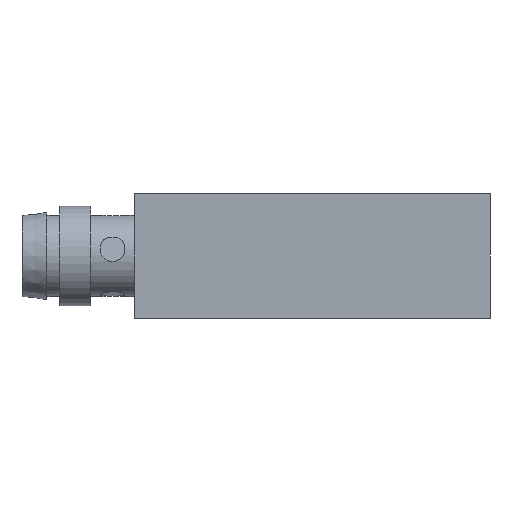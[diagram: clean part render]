
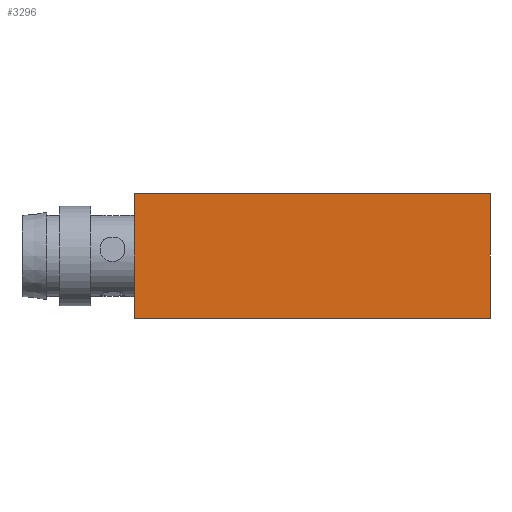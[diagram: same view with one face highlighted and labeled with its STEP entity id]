
A CAD part, left-side view. The second image highlights one B-rep face of the part: STEP entity #3296.
In plain terms, the highlighted planar face has unit normal (-1, 0, 0).
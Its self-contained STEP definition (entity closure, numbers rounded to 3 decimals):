
#3240=CARTESIAN_POINT('',(0.0,0.0,10.0));
#3241=VERTEX_POINT('',#3240);
#3248=CARTESIAN_POINT('',(0.0,0.0,0.0));
#3249=VERTEX_POINT('',#3248);
#3250=CARTESIAN_POINT('',(0.0,0.0,0.0));
#3251=DIRECTION('',(0.0,0.0,1.0));
#3252=VECTOR('',#3251,10.0);
#3253=LINE('',#3250,#3252);
#3254=EDGE_CURVE('',#3249,#3241,#3253,.T.);
#3266=CARTESIAN_POINT('',(0.0,0.0,0.0));
#3267=DIRECTION('',(-1.0,0.0,0.0));
#3268=DIRECTION('',(0.0,0.0,1.0));
#3269=AXIS2_PLACEMENT_3D('',#3266,#3267,#3268);
#3270=PLANE('',#3269);
#3271=CARTESIAN_POINT('',(0.,28.5,10.0));
#3272=VERTEX_POINT('',#3271);
#3273=CARTESIAN_POINT('',(0.0,0.0,10.0));
#3274=DIRECTION('',(0.0,1.0,0.0));
#3275=VECTOR('',#3274,28.5);
#3276=LINE('',#3273,#3275);
#3277=EDGE_CURVE('',#3241,#3272,#3276,.T.);
#3278=ORIENTED_EDGE('',*,*,#3277,.T.);
#3279=CARTESIAN_POINT('',(0.,28.5,0.0));
#3280=VERTEX_POINT('',#3279);
#3281=CARTESIAN_POINT('',(0.,28.5,0.0));
#3282=DIRECTION('',(0.0,0.0,1.0));
#3283=VECTOR('',#3282,10.0);
#3284=LINE('',#3281,#3283);
#3285=EDGE_CURVE('',#3280,#3272,#3284,.T.);
#3286=ORIENTED_EDGE('',*,*,#3285,.F.);
#3287=CARTESIAN_POINT('',(0.,28.5,0.0));
#3288=DIRECTION('',(0.0,-1.0,0.0));
#3289=VECTOR('',#3288,28.5);
#3290=LINE('',#3287,#3289);
#3291=EDGE_CURVE('',#3280,#3249,#3290,.T.);
#3292=ORIENTED_EDGE('',*,*,#3291,.T.);
#3293=ORIENTED_EDGE('',*,*,#3254,.T.);
#3294=EDGE_LOOP('',(#3278,#3286,#3292,#3293));
#3295=FACE_OUTER_BOUND('',#3294,.T.);
#3296=ADVANCED_FACE('',(#3295),#3270,.T.);
